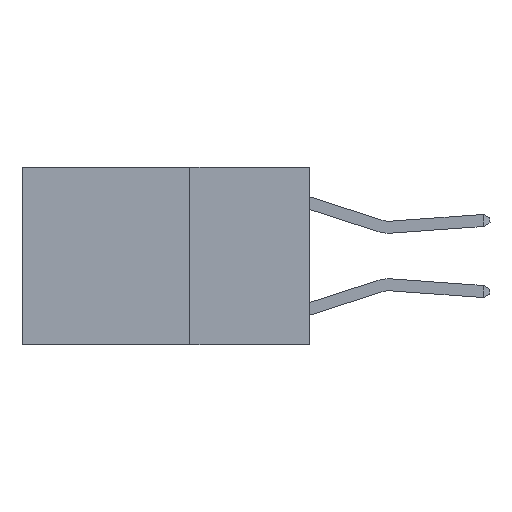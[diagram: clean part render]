
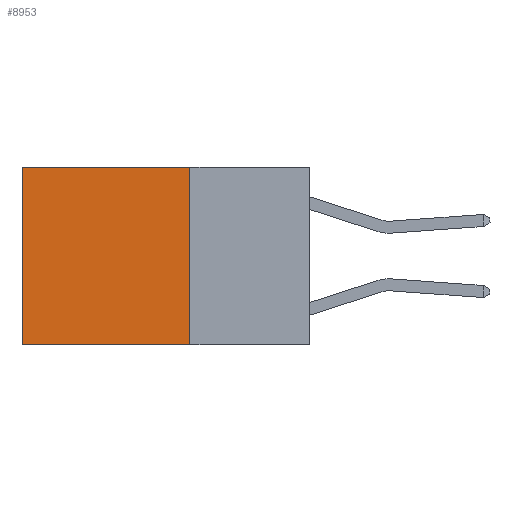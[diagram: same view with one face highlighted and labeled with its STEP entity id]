
A CAD part, left-side view. The second image highlights one B-rep face of the part: STEP entity #8953.
In plain terms, the highlighted planar face has unit normal (-1, 0, 0).
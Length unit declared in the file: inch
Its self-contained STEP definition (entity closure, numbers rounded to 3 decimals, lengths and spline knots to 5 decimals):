
#755 = VERTEX_POINT ( 'NONE', #16399 ) ;
#1458 = ORIENTED_EDGE ( 'NONE', *, *, #13091, .T. ) ;
#2719 = CARTESIAN_POINT ( 'NONE',  ( 0.2625, 0.6, 0. ) ) ;
#3948 = CARTESIAN_POINT ( 'NONE',  ( 0.2625, 0.25, 0. ) ) ;
#4815 = DIRECTION ( 'NONE',  ( 0., 1., 0. ) ) ;
#5792 = CARTESIAN_POINT ( 'NONE',  ( 0.2625, 0.25, -0.37 ) ) ;
#6000 = CARTESIAN_POINT ( 'NONE',  ( 0.2625, 0.6, 0. ) ) ;
#6330 = ORIENTED_EDGE ( 'NONE', *, *, #18312, .T. ) ;
#6755 = LINE ( 'NONE', #6771, #14886 ) ;
#6771 = CARTESIAN_POINT ( 'NONE',  ( 0.2625, 0.25, -0.37 ) ) ;
#6845 = CARTESIAN_POINT ( 'NONE',  ( 0.2625, 0.25, 0. ) ) ;
#7049 = EDGE_LOOP ( 'NONE', ( #1458, #9385, #8003, #6330 ) ) ;
#7702 = EDGE_CURVE ( 'NONE', #10861, #755, #6755, .T. ) ;
#8003 = ORIENTED_EDGE ( 'NONE', *, *, #24658, .F. ) ;
#8953 = ADVANCED_FACE ( 'NONE', ( #28159 ), #22509, .F. ) ;
#9385 = ORIENTED_EDGE ( 'NONE', *, *, #7702, .F. ) ;
#10363 = VECTOR ( 'NONE', #25428, 39.37008 ) ;
#10861 = VERTEX_POINT ( 'NONE', #5792 ) ;
#11240 = DIRECTION ( 'NONE',  ( 0., 0., -1. ) ) ;
#12025 = VERTEX_POINT ( 'NONE', #6000 ) ;
#12065 = VERTEX_POINT ( 'NONE', #3948 ) ;
#13091 = EDGE_CURVE ( 'NONE', #12025, #755, #25817, .T. ) ;
#13378 = CARTESIAN_POINT ( 'NONE',  ( 0.2625, 0.25, 0. ) ) ;
#13993 = LINE ( 'NONE', #16268, #16812 ) ;
#14119 = LINE ( 'NONE', #13378, #26047 ) ;
#14886 = VECTOR ( 'NONE', #15970, 39.37008 ) ;
#15970 = DIRECTION ( 'NONE',  ( 0., 1., 0. ) ) ;
#16268 = CARTESIAN_POINT ( 'NONE',  ( 0.2625, 0.25, 0. ) ) ;
#16399 = CARTESIAN_POINT ( 'NONE',  ( 0.2625, 0.6, -0.37 ) ) ;
#16812 = VECTOR ( 'NONE', #4815, 39.37008 ) ;
#18312 = EDGE_CURVE ( 'NONE', #12065, #12025, #13993, .T. ) ;
#22509 = PLANE ( 'NONE',  #24926 ) ;
#24658 = EDGE_CURVE ( 'NONE', #12065, #10861, #14119, .T. ) ;
#24926 = AXIS2_PLACEMENT_3D ( 'NONE', #6845, #27016, #11240 ) ;
#25428 = DIRECTION ( 'NONE',  ( 0., 0., -1. ) ) ;
#25817 = LINE ( 'NONE', #2719, #10363 ) ;
#26047 = VECTOR ( 'NONE', #29054, 39.37008 ) ;
#27016 = DIRECTION ( 'NONE',  ( 1., 0., 0. ) ) ;
#28159 = FACE_OUTER_BOUND ( 'NONE', #7049, .T. ) ;
#29054 = DIRECTION ( 'NONE',  ( 0., 0., -1. ) ) ;
